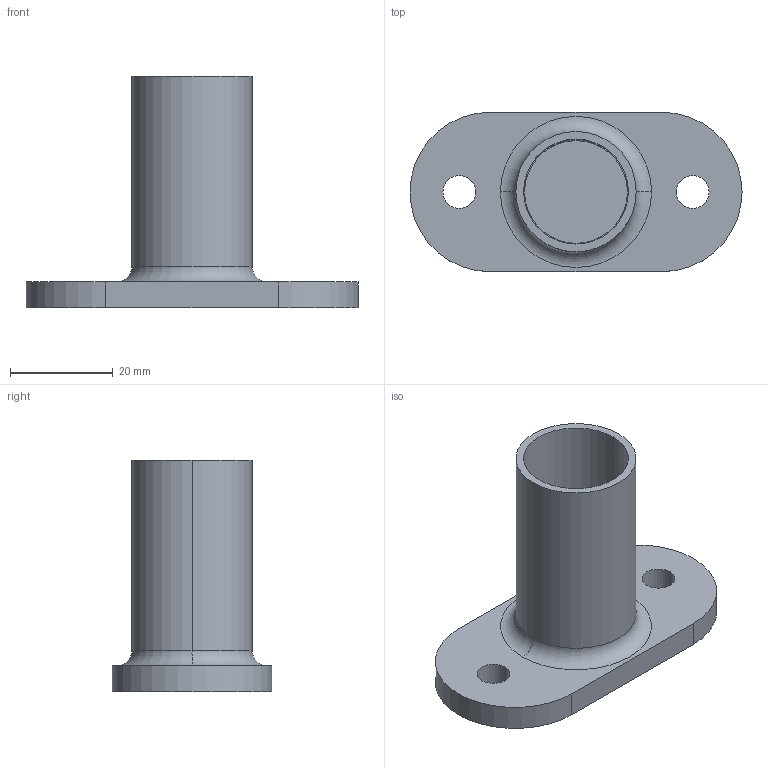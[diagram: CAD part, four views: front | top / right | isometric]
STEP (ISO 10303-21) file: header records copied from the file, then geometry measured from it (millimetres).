
FILE_DESCRIPTION(('CATIA V5 STEP Exchange','CAx-IF Rec.Pracs.--- Model Styling and Organization---1.5--- 2016-08-15','CAx-IF Rec.Pracs.---Supplemental Geometry---1.0---2011-11-01','CAx-IF Rec.Pracs.--- Composite Materials ---3.4---2017-06-13','CAx-IF Rec.Pracs.---Tessellated 3D Geometry---1.0---2015-12-17'),'2;1');
FILE_NAME('ST_03002 (insert v2).stp','2025-06-16T15:10:59+00:00',('none'),('none'),'CATIA Version 5-6 Release 2023 SP5','CATIA V5 STEP AP242 v3','none');
FILE_SCHEMA(('AP242_MANAGED_MODEL_BASED_3D_ENGINEERING_MIM_LF {1 0 10303 442 1 1 4}'));
Length unit declared in the file: millimetre
Products named in the file (1): ST_03005 (insert v2)
Bounding box: 64.6 x 31 x 45 mm (x, y, z)
Volume: 12072 mm3; surface area: 10082.4 mm2
Topology: 1 solids, 1 shells, 21 faces, 46 edges, 30 vertices
Faces by surface type: cylinder 12, plane 7, torus 2
Entity records: 593 total; most frequent: CARTESIAN_POINT 95, ORIENTED_EDGE 92, DIRECTION 82, AXIS2_PLACEMENT_3D 47, EDGE_CURVE 46, VERTEX_POINT 30, CIRCLE 28, EDGE_LOOP 28
